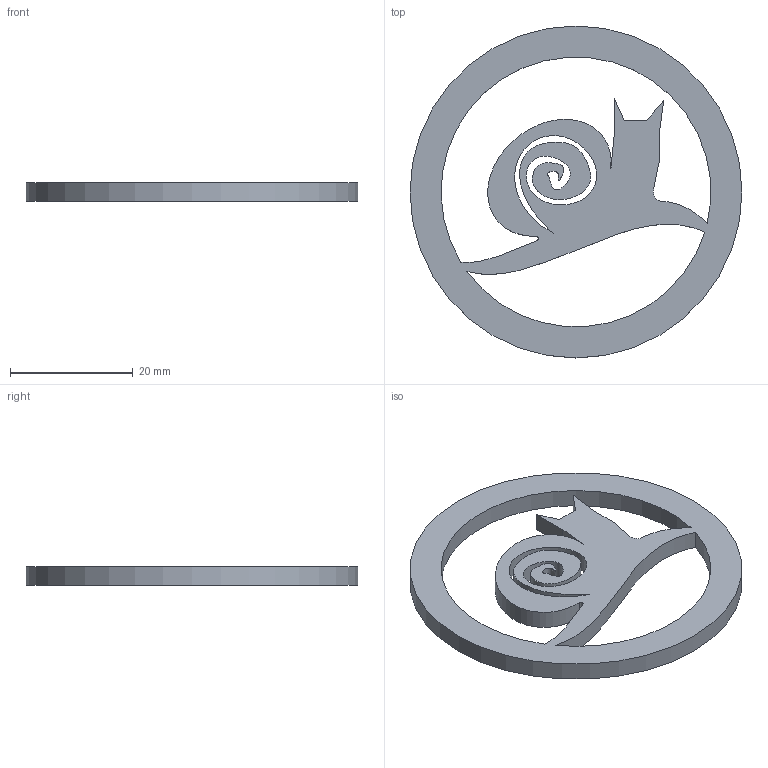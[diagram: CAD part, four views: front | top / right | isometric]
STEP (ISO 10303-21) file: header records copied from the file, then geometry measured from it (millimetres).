
FILE_DESCRIPTION(/* description */ (''),/* implementation_level */ '2;1');
FILE_NAME(/* name */ 'slow batman v2.step',/* time_stamp */ '2024-09-17T19:24:15-07:00',/* author */ (''),/* organization */ (''),/* preprocessor_version */ 'ST-DEVELOPER v20',/* originating_system */ 'Autodesk Translation Framework v13.14.0.145',/* authorisation */ '');
FILE_SCHEMA (('AUTOMOTIVE_DESIGN { 1 0 10303 214 3 1 1 }'));
Length unit declared in the file: millimetre
Products named in the file (1): slow batman
Bounding box: 54 x 54 x 3 mm (x, y, z)
Volume: 3840.8 mm3; surface area: 4264.9 mm2
Topology: 1 solids, 1 shells, 21 faces, 57 edges, 38 vertices
Faces by surface type: plane 10, bspline 6, cylinder 5
Full cylindrical faces by diameter (mm): 54 x1
Entity records: 1372 total; most frequent: CARTESIAN_POINT 835, ORIENTED_EDGE 114, DIRECTION 91, EDGE_CURVE 57, VERTEX_POINT 38, LINE 35, VECTOR 35, AXIS2_PLACEMENT_3D 28
